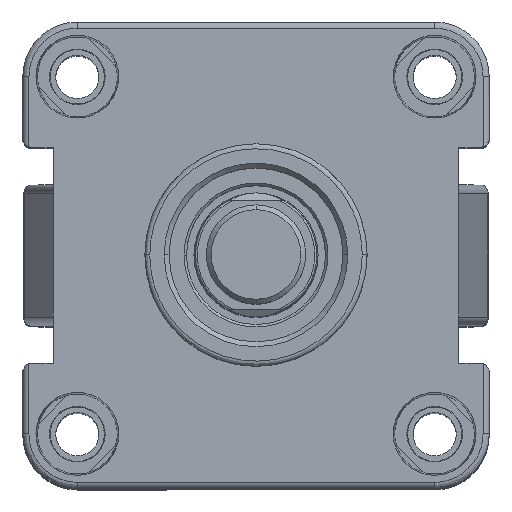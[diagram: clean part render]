
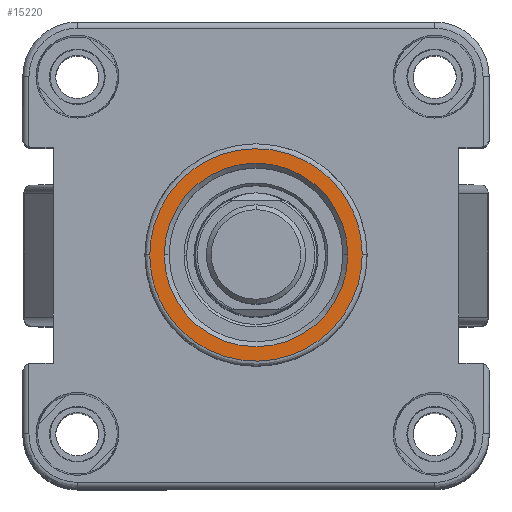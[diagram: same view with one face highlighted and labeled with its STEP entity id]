
A CAD part, top view. The second image highlights one B-rep face of the part: STEP entity #15220.
In plain terms, the highlighted face is planar.
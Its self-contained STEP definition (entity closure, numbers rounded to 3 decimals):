
#1231 = CARTESIAN_POINT ( 'NONE',  ( 166., -42.8, -21.4 ) ) ;
#1305 = CARTESIAN_POINT ( 'NONE',  ( 166., 17.5, 0. ) ) ;
#1867 = CARTESIAN_POINT ( 'NONE',  ( 166., 0., -21.4 ) ) ;
#2505 = EDGE_CURVE ( 'NONE', #3240, #22603, #20985, .T. ) ;
#2641 = ORIENTED_EDGE ( 'NONE', *, *, #2505, .F. ) ;
#3240 = VERTEX_POINT ( 'NONE', #4834 ) ;
#3629 = DIRECTION ( 'NONE',  ( -1., 0., 0. ) ) ;
#3764 = CARTESIAN_POINT ( 'NONE',  ( 166., 0., 18.5 ) ) ;
#4099 = FACE_BOUND ( 'NONE', #26926, .T. ) ;
#4834 = CARTESIAN_POINT ( 'NONE',  ( 166., 0., 21.4 ) ) ;
#5407 = ORIENTED_EDGE ( 'NONE', *, *, #17181, .F. ) ;
#7968 = CARTESIAN_POINT ( 'NONE',  ( 166., 42.8, 21.4 ) ) ;
#9962 = AXIS2_PLACEMENT_3D ( 'NONE', #23414, #25538, #12905 ) ;
#10353 = AXIS2_PLACEMENT_3D ( 'NONE', #26599, #13969, #16072 ) ;
#11929 = CIRCLE ( 'NONE', #10353, 18.5 ) ;
#12905 = DIRECTION ( 'NONE',  ( 0., 0., -1. ) ) ;
#13810 = ORIENTED_EDGE ( 'NONE', *, *, #24471, .F. ) ;
#13836 = CARTESIAN_POINT ( 'NONE',  ( 166., -42.8, 21.4 ) ) ;
#13969 = DIRECTION ( 'NONE',  ( 1., 0., 0. ) ) ;
#14432 = FACE_OUTER_BOUND ( 'NONE', #19636, .T. ) ;
#15220 = ADVANCED_FACE ( 'NONE', ( #14432, #4099 ), #19736, .F. ) ;
#15752 = EDGE_CURVE ( 'NONE', #22603, #3240, #21223, .T. ) ;
#16072 = DIRECTION ( 'NONE',  ( 0., 0., -1. ) ) ;
#16209 = CARTESIAN_POINT ( 'NONE',  ( 166., 0., -21.4 ) ) ;
#17181 = EDGE_CURVE ( 'NONE', #18778, #18587, #11929, .T. ) ;
#17738 = DIRECTION ( 'NONE',  ( 0., 0., 1. ) ) ;
#18174 = CARTESIAN_POINT ( 'NONE',  ( 166., 0., 21.4 ) ) ;
#18587 = VERTEX_POINT ( 'NONE', #3764 ) ;
#18778 = VERTEX_POINT ( 'NONE', #27183 ) ;
#19636 = EDGE_LOOP ( 'NONE', ( #2641, #22960 ) ) ;
#19736 = PLANE ( 'NONE',  #26233 ) ;
#20664 = CARTESIAN_POINT ( 'NONE',  ( 166., 0., 21.4 ) ) ;
#20985 =( BOUNDED_CURVE ( )  B_SPLINE_CURVE ( 3, ( #20664, #7968, #24817, #22776 ),
 .UNSPECIFIED., .F., .F. ) 
 B_SPLINE_CURVE_WITH_KNOTS ( ( 4, 4 ),
 ( 0., 1. ),
 .UNSPECIFIED. ) 
 CURVE ( )  GEOMETRIC_REPRESENTATION_ITEM ( )  RATIONAL_B_SPLINE_CURVE ( ( 1., 0.333, 0.333, 1. ) ) 
 REPRESENTATION_ITEM ( '' )  );
#21223 =( BOUNDED_CURVE ( )  B_SPLINE_CURVE ( 3, ( #16209, #1231, #13836, #18174 ),
 .UNSPECIFIED., .F., .T. ) 
 B_SPLINE_CURVE_WITH_KNOTS ( ( 4, 4 ),
 ( 0., 1. ),
 .UNSPECIFIED. ) 
 CURVE ( )  GEOMETRIC_REPRESENTATION_ITEM ( )  RATIONAL_B_SPLINE_CURVE ( ( 1., 0.333, 0.333, 1. ) ) 
 REPRESENTATION_ITEM ( '' )  );
#22603 = VERTEX_POINT ( 'NONE', #1867 ) ;
#22776 = CARTESIAN_POINT ( 'NONE',  ( 166., 0., -21.4 ) ) ;
#22960 = ORIENTED_EDGE ( 'NONE', *, *, #15752, .F. ) ;
#23288 = CIRCLE ( 'NONE', #9962, 18.5 ) ;
#23414 = CARTESIAN_POINT ( 'NONE',  ( 166., 0., 0. ) ) ;
#24471 = EDGE_CURVE ( 'NONE', #18587, #18778, #23288, .T. ) ;
#24817 = CARTESIAN_POINT ( 'NONE',  ( 166., 42.8, -21.4 ) ) ;
#25538 = DIRECTION ( 'NONE',  ( 1., 0., 0. ) ) ;
#26233 = AXIS2_PLACEMENT_3D ( 'NONE', #1305, #3629, #17738 ) ;
#26599 = CARTESIAN_POINT ( 'NONE',  ( 166., 0., 0. ) ) ;
#26926 = EDGE_LOOP ( 'NONE', ( #5407, #13810 ) ) ;
#27183 = CARTESIAN_POINT ( 'NONE',  ( 166., 0., -18.5 ) ) ;
